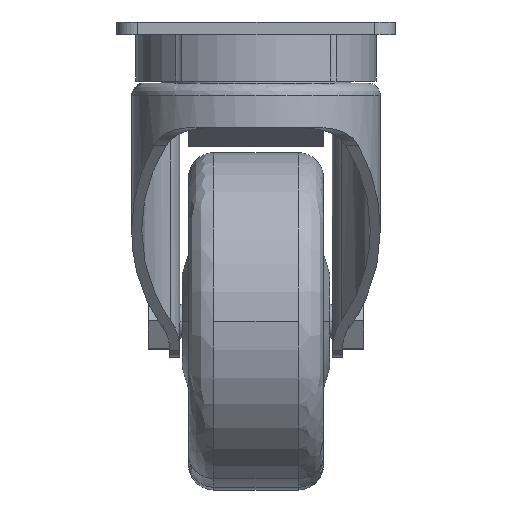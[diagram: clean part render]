
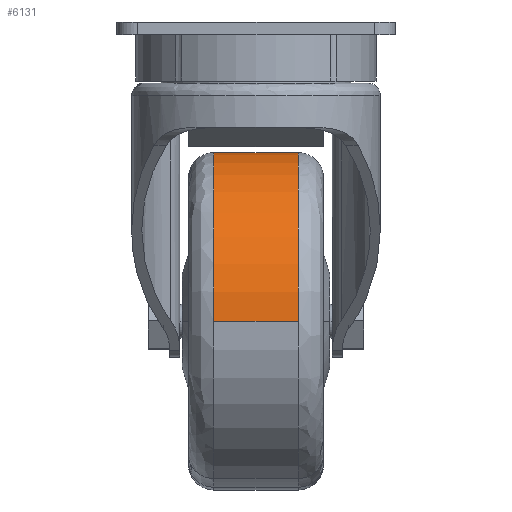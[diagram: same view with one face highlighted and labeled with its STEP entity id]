
A CAD part, front view. The second image highlights one B-rep face of the part: STEP entity #6131.
In plain terms, the highlighted cylindrical face has radius 40 mm (diameter 80 mm), a partial arc.
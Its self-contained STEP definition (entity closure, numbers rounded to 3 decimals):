
#85 = CARTESIAN_POINT ( 'NONE',  ( -5., 34., 40. ) ) ;
#228 = CARTESIAN_POINT ( 'NONE',  ( -5., -6., 40. ) ) ;
#636 = DIRECTION ( 'NONE',  ( 1., 0., 0. ) ) ;
#656 = ORIENTED_EDGE ( 'NONE', *, *, #4810, .T. ) ;
#693 = AXIS2_PLACEMENT_3D ( 'NONE', #9758, #9062, #7494 ) ;
#728 = CARTESIAN_POINT ( 'NONE',  ( -10., 34., 40. ) ) ;
#894 = DIRECTION ( 'NONE',  ( 0., 0., 1. ) ) ;
#906 = VERTEX_POINT ( 'NONE', #1184 ) ;
#1184 = CARTESIAN_POINT ( 'NONE',  ( -10., 34., 80. ) ) ;
#1628 = ORIENTED_EDGE ( 'NONE', *, *, #5180, .F. ) ;
#1679 = VERTEX_POINT ( 'NONE', #7533 ) ;
#1999 = AXIS2_PLACEMENT_3D ( 'NONE', #85, #6699, #8152 ) ;
#2184 = AXIS2_PLACEMENT_3D ( 'NONE', #728, #2402, #8027 ) ;
#2402 = DIRECTION ( 'NONE',  ( -1., 0., 0. ) ) ;
#2500 = EDGE_CURVE ( 'NONE', #1679, #7161, #9245, .T. ) ;
#2519 = CARTESIAN_POINT ( 'NONE',  ( 10., 34., 80. ) ) ;
#2850 = VERTEX_POINT ( 'NONE', #9517 ) ;
#3028 = CYLINDRICAL_SURFACE ( 'NONE', #1999, 40. ) ;
#3223 = CARTESIAN_POINT ( 'NONE',  ( -10., -6., 40. ) ) ;
#3531 = CARTESIAN_POINT ( 'NONE',  ( 10., -6., 40. ) ) ;
#3755 = ORIENTED_EDGE ( 'NONE', *, *, #2500, .F. ) ;
#3890 = CARTESIAN_POINT ( 'NONE',  ( -5., 74., 40. ) ) ;
#4026 = LINE ( 'NONE', #228, #6998 ) ;
#4044 = CIRCLE ( 'NONE', #6107, 40. ) ;
#4294 = CARTESIAN_POINT ( 'NONE',  ( 10., 34., 40. ) ) ;
#4526 = CIRCLE ( 'NONE', #2184, 40. ) ;
#4545 = ORIENTED_EDGE ( 'NONE', *, *, #6859, .F. ) ;
#4689 = EDGE_CURVE ( 'NONE', #7161, #6272, #4044, .T. ) ;
#4727 = DIRECTION ( 'NONE',  ( -1., 0., 0. ) ) ;
#4810 = EDGE_CURVE ( 'NONE', #8663, #6272, #4026, .T. ) ;
#5124 = DIRECTION ( 'NONE',  ( 1., 0., 0. ) ) ;
#5180 = EDGE_CURVE ( 'NONE', #2850, #1679, #9950, .T. ) ;
#5916 = ORIENTED_EDGE ( 'NONE', *, *, #4689, .F. ) ;
#6107 = AXIS2_PLACEMENT_3D ( 'NONE', #4294, #9868, #894 ) ;
#6131 = ADVANCED_FACE ( 'NONE', ( #7376 ), #3028, .T. ) ;
#6272 = VERTEX_POINT ( 'NONE', #3531 ) ;
#6313 = DIRECTION ( 'NONE',  ( 0., 0., 1. ) ) ;
#6683 = AXIS2_PLACEMENT_3D ( 'NONE', #9612, #4727, #6313 ) ;
#6699 = DIRECTION ( 'NONE',  ( 1., 0., 0. ) ) ;
#6817 = ORIENTED_EDGE ( 'NONE', *, *, #7961, .F. ) ;
#6859 = EDGE_CURVE ( 'NONE', #906, #2850, #7509, .T. ) ;
#6998 = VECTOR ( 'NONE', #5124, 1000. ) ;
#7161 = VERTEX_POINT ( 'NONE', #2519 ) ;
#7376 = FACE_OUTER_BOUND ( 'NONE', #8135, .T. ) ;
#7494 = DIRECTION ( 'NONE',  ( 0., 0., 1. ) ) ;
#7509 = CIRCLE ( 'NONE', #6683, 40. ) ;
#7533 = CARTESIAN_POINT ( 'NONE',  ( 10., 74., 40. ) ) ;
#7961 = EDGE_CURVE ( 'NONE', #8663, #906, #4526, .T. ) ;
#8027 = DIRECTION ( 'NONE',  ( 0., 0., 1. ) ) ;
#8135 = EDGE_LOOP ( 'NONE', ( #6817, #656, #5916, #3755, #1628, #4545 ) ) ;
#8152 = DIRECTION ( 'NONE',  ( 0., 1., 0. ) ) ;
#8663 = VERTEX_POINT ( 'NONE', #3223 ) ;
#9062 = DIRECTION ( 'NONE',  ( 1., 0., 0. ) ) ;
#9245 = CIRCLE ( 'NONE', #693, 40. ) ;
#9517 = CARTESIAN_POINT ( 'NONE',  ( -10., 74., 40. ) ) ;
#9572 = VECTOR ( 'NONE', #636, 1000. ) ;
#9612 = CARTESIAN_POINT ( 'NONE',  ( -10., 34., 40. ) ) ;
#9758 = CARTESIAN_POINT ( 'NONE',  ( 10., 34., 40. ) ) ;
#9868 = DIRECTION ( 'NONE',  ( 1., 0., 0. ) ) ;
#9950 = LINE ( 'NONE', #3890, #9572 ) ;
